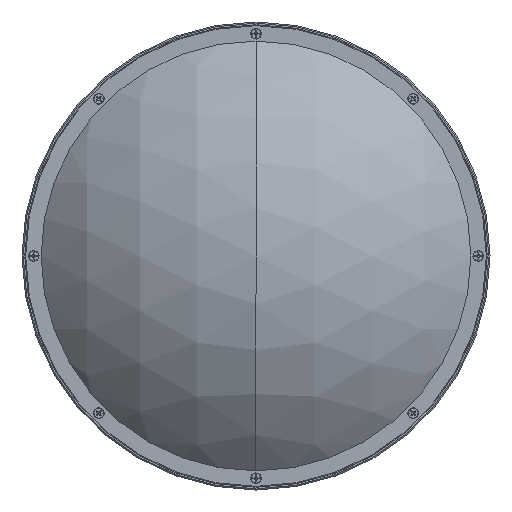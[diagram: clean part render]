
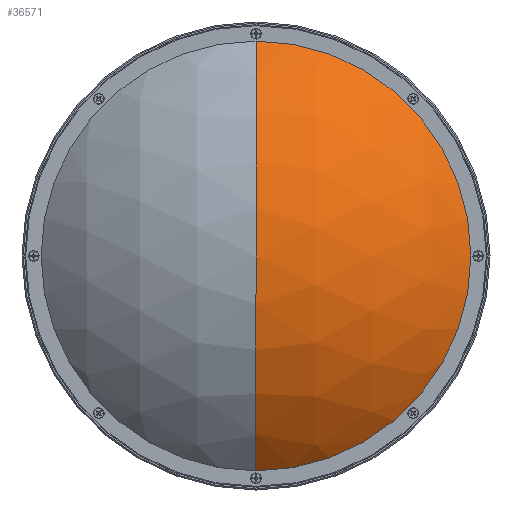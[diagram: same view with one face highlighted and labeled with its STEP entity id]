
A CAD part, left-side view. The second image highlights one B-rep face of the part: STEP entity #36571.
In plain terms, the highlighted spherical face has radius 124.238 mm.
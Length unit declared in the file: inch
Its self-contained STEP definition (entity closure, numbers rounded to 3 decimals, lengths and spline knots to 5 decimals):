
#267 = AXIS2_PLACEMENT_3D ( 'NONE', #2241, #5240, #16245 ) ;
#566 = AXIS2_PLACEMENT_3D ( 'NONE', #43993, #15298, #4282 ) ;
#870 = FACE_OUTER_BOUND ( 'NONE', #45736, .T. ) ;
#2199 = CIRCLE ( 'NONE', #14897, 4.89127 ) ;
#2241 = CARTESIAN_POINT ( 'NONE',  ( -6.04493, 1.19304, 0.53561 ) ) ;
#3560 = CARTESIAN_POINT ( 'NONE',  ( -2.60777, 1.19304, 0.53561 ) ) ;
#3684 = CARTESIAN_POINT ( 'NONE',  ( -6.04493, 1.19304, 4.01561 ) ) ;
#4282 = DIRECTION ( 'NONE',  ( 0., 1., 0. ) ) ;
#5240 = DIRECTION ( 'NONE',  ( 1., 0., 0. ) ) ;
#5681 = CARTESIAN_POINT ( 'NONE',  ( -6.04493, -2.28696, 0.53561 ) ) ;
#5956 = CIRCLE ( 'NONE', #13780, 4.89127 ) ;
#6999 = ORIENTED_EDGE ( 'NONE', *, *, #12385, .F. ) ;
#11079 = DIRECTION ( 'NONE',  ( 0., 0., 1. ) ) ;
#12385 = EDGE_CURVE ( 'NONE', #21076, #36981, #2199, .T. ) ;
#13603 = VERTEX_POINT ( 'NONE', #5681 ) ;
#13780 = AXIS2_PLACEMENT_3D ( 'NONE', #20580, #39158, #31453 ) ;
#14897 = AXIS2_PLACEMENT_3D ( 'NONE', #39359, #45825, #35112 ) ;
#15298 = DIRECTION ( 'NONE',  ( 1., 0., 0. ) ) ;
#15774 = EDGE_CURVE ( 'NONE', #21076, #21451, #5956, .T. ) ;
#16245 = DIRECTION ( 'NONE',  ( 0., 1., 0. ) ) ;
#16734 = EDGE_CURVE ( 'NONE', #36981, #13603, #25641, .T. ) ;
#20580 = CARTESIAN_POINT ( 'NONE',  ( -2.60777, 1.19304, 0.53561 ) ) ;
#21076 = VERTEX_POINT ( 'NONE', #35288 ) ;
#21142 = ORIENTED_EDGE ( 'NONE', *, *, #15774, .T. ) ;
#21451 = VERTEX_POINT ( 'NONE', #21897 ) ;
#21897 = CARTESIAN_POINT ( 'NONE',  ( -6.04493, 1.19304, -2.94439 ) ) ;
#25089 = AXIS2_PLACEMENT_3D ( 'NONE', #3560, #25449, #11079 ) ;
#25091 = SPHERICAL_SURFACE ( 'NONE', #25089, 4.89127 ) ;
#25449 = DIRECTION ( 'NONE',  ( 0., -1., 0. ) ) ;
#25641 = CIRCLE ( 'NONE', #566, 3.48 ) ;
#27343 = ORIENTED_EDGE ( 'NONE', *, *, #32615, .F. ) ;
#31453 = DIRECTION ( 'NONE',  ( 0., 0., -1. ) ) ;
#31460 = CIRCLE ( 'NONE', #267, 3.48 ) ;
#32615 = EDGE_CURVE ( 'NONE', #13603, #21451, #31460, .T. ) ;
#34152 = ORIENTED_EDGE ( 'NONE', *, *, #16734, .F. ) ;
#35112 = DIRECTION ( 'NONE',  ( 0., 0., 1. ) ) ;
#35288 = CARTESIAN_POINT ( 'NONE',  ( -7.49904, 1.19304, 0.53561 ) ) ;
#36571 = ADVANCED_FACE ( 'NONE', ( #870 ), #25091, .T. ) ;
#36981 = VERTEX_POINT ( 'NONE', #3684 ) ;
#39158 = DIRECTION ( 'NONE',  ( 0., -1., 0. ) ) ;
#39359 = CARTESIAN_POINT ( 'NONE',  ( -2.60777, 1.19304, 0.53561 ) ) ;
#43993 = CARTESIAN_POINT ( 'NONE',  ( -6.04493, 1.19304, 0.53561 ) ) ;
#45736 = EDGE_LOOP ( 'NONE', ( #6999, #21142, #27343, #34152 ) ) ;
#45825 = DIRECTION ( 'NONE',  ( 0., 1., 0. ) ) ;
